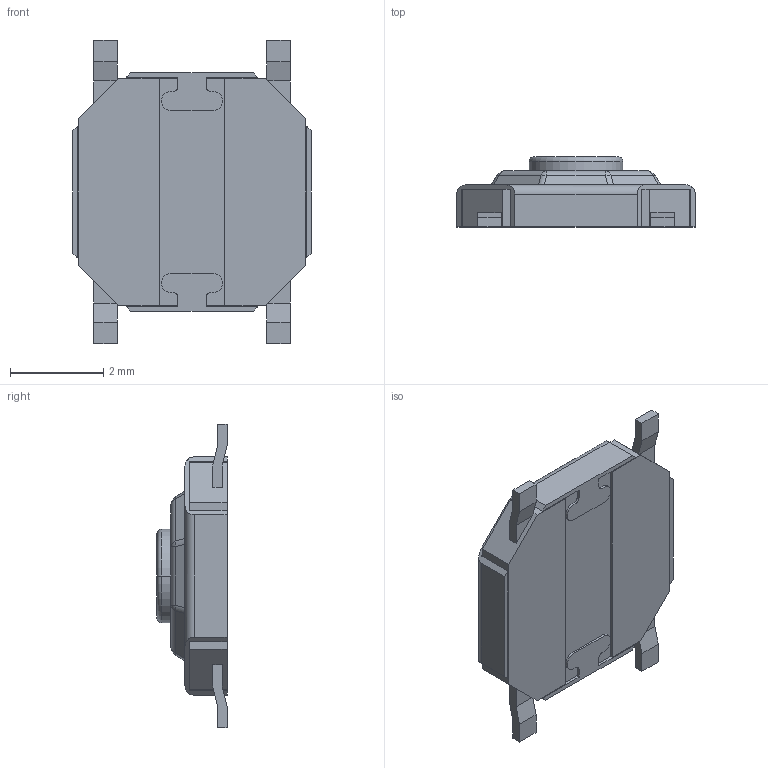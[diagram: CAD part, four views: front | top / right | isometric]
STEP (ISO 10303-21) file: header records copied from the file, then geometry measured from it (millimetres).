
FILE_DESCRIPTION(('FreeCAD Model'),'2;1');
FILE_NAME('Open CASCADE Shape Model','2023-12-19T20:58:30',(''),(''), 'Open CASCADE STEP processor 7.7','FreeCAD','Unknown');
FILE_SCHEMA(('AUTOMOTIVE_DESIGN { 1 0 10303 214 1 1 1 1 }'));
Length unit declared in the file: millimetre
Products named in the file (12): Part; button; Shell; pins; Shell001; Shell002; Shell003; Shell004; plastic; Shell005; case; Shell006
Assembly tree (11 placements, depth 3):
  Part
    button
      Shell
    pins
      Shell001
      Shell002
      Shell003
      Shell004
    plastic
      Shell005
    case
      Shell006
Bounding box: 5.1 x 1.5 x 6.5 mm (x, y, z)
Surface area: 93.7 mm2 (no closed solid volume)
Topology: 0 solids, 7 shells, 147 faces, 450 edges, 308 vertices
Faces by surface type: plane 101, cylinder 36, sphere 8, torus 2
Entity records: 5257 total; most frequent: CARTESIAN_POINT 997, DIRECTION 826, ORIENTED_EDGE 776, EDGE_CURVE 450, LINE 360, VECTOR 360, VERTEX_POINT 308, AXIS2_PLACEMENT_3D 233
